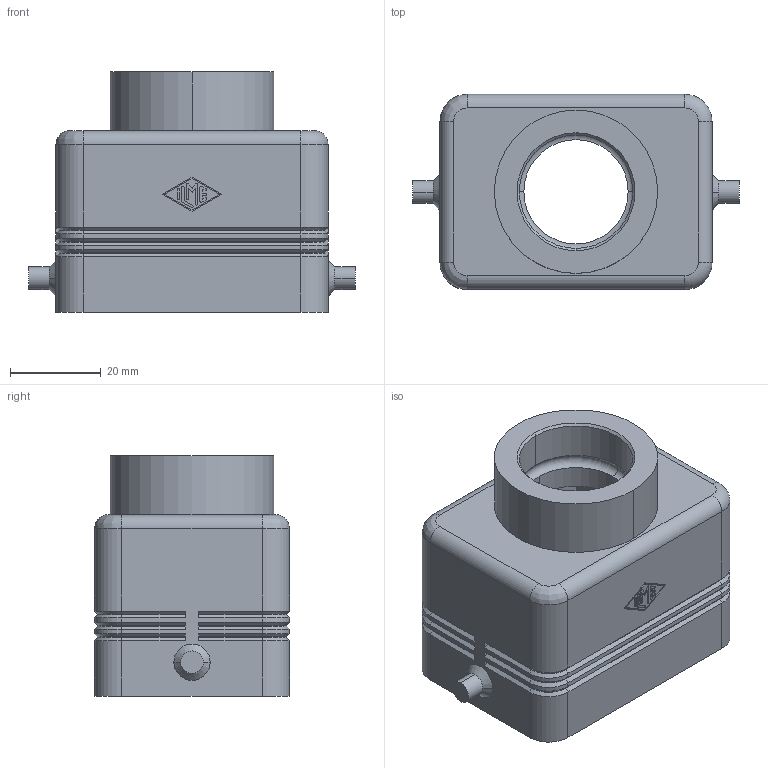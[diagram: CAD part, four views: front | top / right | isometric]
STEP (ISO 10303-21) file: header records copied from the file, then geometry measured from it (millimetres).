
FILE_DESCRIPTION(('Creo Elements/Direct Modeling STEP Export'),'2;1');
FILE_NAME('0ln7uvk49a5kgtu4008','2017-02-20T11:18:07',(''),(''),'PTC Creo Elements/Direct Modeling STEP processor for AP214 (Solid Model)','PTC Creo Elements/Direct Modeling 19.0E 27-Jun-2016 (C) Parametric Technology GmbH','');
FILE_SCHEMA(('AUTOMOTIVE_DESIGN { 1 0 10303 214 1 1 1 1 }'));
Length unit declared in the file: millimetre
Products named in the file (1): MHVE_06_L25M
Bounding box: 72 x 43 x 53 mm (x, y, z)
Volume: 41165.1 mm3; surface area: 21908.9 mm2
Topology: 1 solids, 1 shells, 263 faces, 631 edges, 380 vertices
Faces by surface type: plane 139, cylinder 80, cone 38, torus 4, bspline 2
Entity records: 9438 total; most frequent: CARTESIAN_POINT 1294, DIRECTION 1249, ORIENTED_EDGE 1246, EDGE_CURVE 623, VECTOR 439, LINE 439, AXIS2_PLACEMENT_3D 405, VERTEX_POINT 380
